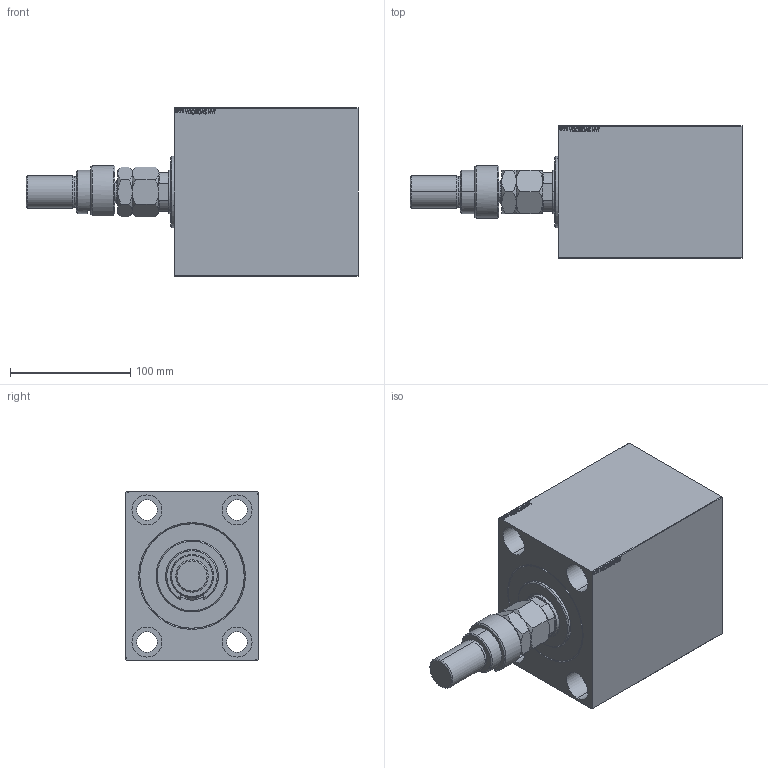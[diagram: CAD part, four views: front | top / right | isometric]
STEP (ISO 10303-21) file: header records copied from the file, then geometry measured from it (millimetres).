
FILE_DESCRIPTION (( 'STEP AP203' ), '1' );
FILE_NAME ('5eac.STEP', '2022-04-17T04:43:15', ( '' ), ( '' ), 'SwSTEP 2.0', 'SolidWorks 2019', '' );
FILE_SCHEMA (( 'CONFIG_CONTROL_DESIGN' ));
Length unit declared in the file: millimetre
Products named in the file (7): MFA bdf5662903af2b4816d26c0b239854b5; V450CM_C_VCP bdf5662903af2b4816d26c0b239854b5; V450CM_VC_B bdf5662903af2b4816d26c0b239854b5; DFA bdf5662903af2b4816d26c0b239854b5; 5eac; V450CM_C_Body bdf5662903af2b4816d26c0b239854b5; FEMALE_PART_FOR_DFA bdf5662903af2b4816d26c0b239854b5
Assembly tree (6 placements, depth 3):
  5eac
    V450CM_C_Body bdf5662903af2b4816d26c0b239854b5
    V450CM_C_VCP bdf5662903af2b4816d26c0b239854b5
    V450CM_VC_B bdf5662903af2b4816d26c0b239854b5
    DFA bdf5662903af2b4816d26c0b239854b5
      FEMALE_PART_FOR_DFA bdf5662903af2b4816d26c0b239854b5
      MFA bdf5662903af2b4816d26c0b239854b5
Bounding box: 276.5 x 110 x 140 mm (x, y, z)
Volume: 2229159.8 mm3; surface area: 222014.6 mm2
Topology: 5 solids, 5 shells, 948 faces, 2404 edges, 1577 vertices
Faces by surface type: plane 439, bspline 380, cylinder 71, cone 54, torus 4
Entity records: 46909 total; most frequent: CARTESIAN_POINT 25839, ORIENTED_EDGE 4804, DIRECTION 2954, EDGE_CURVE 2402, VERTEX_POINT 1577, VECTOR 1362, LINE 1362, EDGE_LOOP 1075
